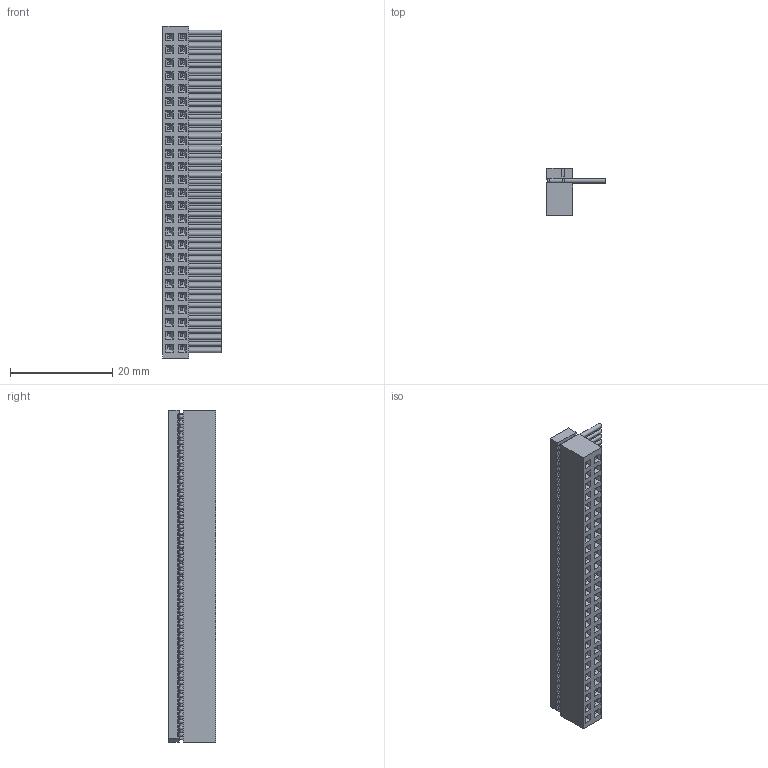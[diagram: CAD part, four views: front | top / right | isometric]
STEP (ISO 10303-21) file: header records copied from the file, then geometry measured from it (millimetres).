
FILE_DESCRIPTION( ( 'STEP AP214' ), '1' );
FILE_NAME( 'IDSD-25-S-02.00.stp', '2022-05-14T20:18:25', ( 'License CC BY-ND 4.0' ), ( 'CADENAS' ), ' ', 'PARTsolutions', ' ' );
FILE_SCHEMA( ( 'AUTOMOTIVE_DESIGN { 1 0 10303 214 1 1 1 1 }' ) );
Length unit declared in the file: inch
Products named in the file (5): IDSD-25-S-02.00; _IDSD-25-S-2_ce; _IDSD-25_lb; _IDSD-25_ub; _IDSD-25_pin
Assembly tree (5 placements, depth 2):
  IDSD-25-S-02.00
    _IDSD-25-S-2_ce
    _IDSD-25_lb
    _IDSD-25_ub
    _IDSD-25_pin  x2
Bounding box: 11.43 x 9.27 x 65 mm (x, y, z)
Volume: 2746.8 mm3; surface area: 8085 mm2
Topology: 5 solids, 5 shells, 3309 faces, 9705 edges, 6404 vertices
Faces by surface type: plane 3035, cylinder 224, sphere 50
Entity records: 57272 total; most frequent: ORIENTED_EDGE 15064, EDGE_CURVE 7532, CARTESIAN_POINT 6680, LINE 6404, VERTEX_POINT 4956, AXIS2_PLACEMENT_3D 2789, EDGE_LOOP 2784, STYLED_ITEM 2584
